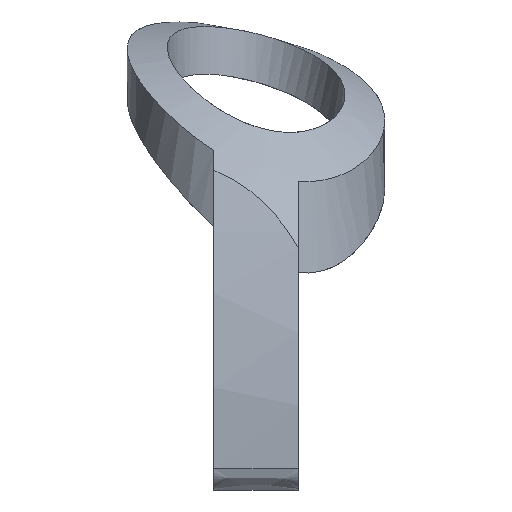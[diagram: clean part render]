
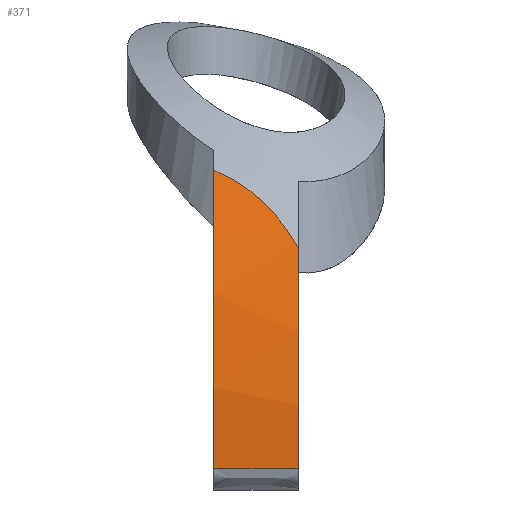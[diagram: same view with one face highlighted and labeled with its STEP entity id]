
A CAD part, left-side view. The second image highlights one B-rep face of the part: STEP entity #371.
In plain terms, the highlighted free-form (B-spline) face has degree [4, 1] with [5, 2] control points.
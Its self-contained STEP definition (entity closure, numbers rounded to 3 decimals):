
#78=FACE_OUTER_BOUND($,#97,.T.);
#97=EDGE_LOOP($,(#260,#261,#262,#263));
#122=B_SPLINE_CURVE_WITH_KNOTS($,3,(#513,#514,#515,#516),.UNSPECIFIED.,
 .F.,.F.,(4,4),(0.,0.36),.UNSPECIFIED.);
#123=B_SPLINE_CURVE_WITH_KNOTS($,3,(#519,#520,#521,#522,#523,#524),
 .UNSPECIFIED.,.F.,.F.,(4,2,4),(0.096,0.504,1.105),
 .UNSPECIFIED.);
#124=B_SPLINE_CURVE_WITH_KNOTS($,4,(#545,#546,#547,#548,#549),
 .UNSPECIFIED.,.F.,.F.,(5,5),(-1.807,-1.093),
 .UNSPECIFIED.);
#125=B_SPLINE_CURVE_WITH_KNOTS($,3,(#550,#551,#552,#553,#554,#555),
 .UNSPECIFIED.,.F.,.F.,(4,2,4),(0.028,0.26,0.54),
 .UNSPECIFIED.);
#151=VERTEX_POINT($,#491);
#154=VERTEX_POINT($,#505);
#155=VERTEX_POINT($,#518);
#160=VERTEX_POINT($,#544);
#194=EDGE_CURVE($,#154,#151,#122,.T.);
#195=EDGE_CURVE($,#151,#155,#123,.T.);
#201=EDGE_CURVE($,#160,#154,#124,.T.);
#202=EDGE_CURVE($,#155,#160,#125,.T.);
#260=ORIENTED_EDGE($,*,*,#194,.F.);
#261=ORIENTED_EDGE($,*,*,#201,.F.);
#262=ORIENTED_EDGE($,*,*,#202,.F.);
#263=ORIENTED_EDGE($,*,*,#195,.F.);
#366=B_SPLINE_SURFACE_WITH_KNOTS($,4,1,((#534,#535),(#536,#537),(#538,#539),
(#540,#541),(#542,#543)),.UNSPECIFIED.,.F.,.F.,.F.,(5,5),(2,2),(-2.,-1.),
(0.,1.1),.UNSPECIFIED.);
#371=ADVANCED_FACE($,(#78),#366,.F.);
#491=CARTESIAN_POINT('',(-15.243,-2.2,-2.09));
#505=CARTESIAN_POINT('',(-15.243,-5.8,-2.09));
#513=CARTESIAN_POINT('Ctrl Pts',(-15.243,-5.8,-2.09));
#514=CARTESIAN_POINT('Ctrl Pts',(-15.243,-4.6,-2.09));
#515=CARTESIAN_POINT('Ctrl Pts',(-15.243,-3.4,-2.09));
#516=CARTESIAN_POINT('Ctrl Pts',(-15.243,-2.2,-2.09));
#518=CARTESIAN_POINT('',(-13.067,-2.2,10.65));
#519=CARTESIAN_POINT('Ctrl Pts',(-15.243,-2.2,-2.09));
#520=CARTESIAN_POINT('Ctrl Pts',(-15.371,-2.2,-0.665));
#521=CARTESIAN_POINT('Ctrl Pts',(-15.378,-2.2,0.926));
#522=CARTESIAN_POINT('Ctrl Pts',(-14.823,-2.2,5.455));
#523=CARTESIAN_POINT('Ctrl Pts',(-14.052,-2.2,8.129));
#524=CARTESIAN_POINT('Ctrl Pts',(-13.067,-2.2,10.65));
#534=CARTESIAN_POINT('Ctrl Pts',(-13.029,-5.8,10.746));
#535=CARTESIAN_POINT('Ctrl Pts',(-13.029,5.205,10.746));
#536=CARTESIAN_POINT('Ctrl Pts',(-14.883,-5.8,6.037));
#537=CARTESIAN_POINT('Ctrl Pts',(-14.883,5.205,6.037));
#538=CARTESIAN_POINT('Ctrl Pts',(-15.476,-5.8,2.374));
#539=CARTESIAN_POINT('Ctrl Pts',(-15.476,5.205,2.374));
#540=CARTESIAN_POINT('Ctrl Pts',(-15.476,-5.8,-0.48));
#541=CARTESIAN_POINT('Ctrl Pts',(-15.476,5.205,-0.48));
#542=CARTESIAN_POINT('Ctrl Pts',(-15.134,-5.8,-3.065));
#543=CARTESIAN_POINT('Ctrl Pts',(-15.134,5.205,-3.065));
#544=CARTESIAN_POINT('',(-14.199,-5.8,7.331));
#545=CARTESIAN_POINT('Ctrl Pts',(-14.199,-5.8,7.331));
#546=CARTESIAN_POINT('Ctrl Pts',(-15.052,-5.8,4.383));
#547=CARTESIAN_POINT('Ctrl Pts',(-15.386,-5.8,1.914));
#548=CARTESIAN_POINT('Ctrl Pts',(-15.414,-5.8,-0.181));
#549=CARTESIAN_POINT('Ctrl Pts',(-15.243,-5.8,-2.09));
#550=CARTESIAN_POINT('Ctrl Pts',(-13.067,-2.2,10.65));
#551=CARTESIAN_POINT('Ctrl Pts',(-13.177,-2.909,10.368));
#552=CARTESIAN_POINT('Ctrl Pts',(-13.333,-3.552,9.961));
#553=CARTESIAN_POINT('Ctrl Pts',(-13.726,-4.8,8.856));
#554=CARTESIAN_POINT('Ctrl Pts',(-13.969,-5.357,8.128));
#555=CARTESIAN_POINT('Ctrl Pts',(-14.199,-5.8,7.331));
